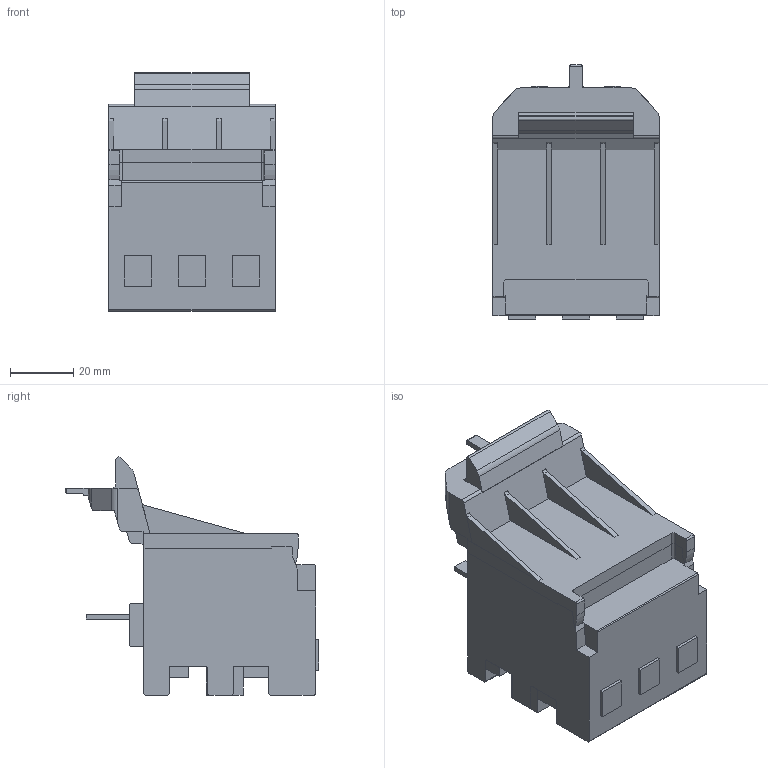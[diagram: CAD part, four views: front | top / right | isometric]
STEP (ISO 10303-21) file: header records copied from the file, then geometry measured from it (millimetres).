
FILE_DESCRIPTION(/* description */ (''),/* implementation_level */ '2;1');
FILE_NAME(/* name */ '3d_GAX391UL-GAX391UL.stp',/* time_stamp */ '2016-09-22T11:00:39+02:00',/* author */ ('Andrzej'),/* organization */ (''),/* preprocessor_version */ 'ST-DEVELOPER v15.5',/* originating_system */ 'AutoCAD Mechanical',/* authorisation */ '');
FILE_SCHEMA (('AUTOMOTIVE_DESIGN { 1 0 10303 214 3 1 1 }'));
Length unit declared in the file: millimetre
Products named in the file (1): Product
Bounding box: 52.5 x 80.1 x 75.2 mm (x, y, z)
Volume: 147920.9 mm3; surface area: 37133.1 mm2
Topology: 20 solids, 20 shells, 220 faces, 1014 edges, 1305 vertices
Faces by surface type: plane 165, cylinder 55
Entity records: 9841 total; most frequent: CARTESIAN_POINT 2567, DIRECTION 1610, ORIENTED_EDGE 1076, LINE 856, VECTOR 856, EDGE_CURVE 538, TRIMMED_CURVE 476, AXIS2_PLACEMENT_3D 377
